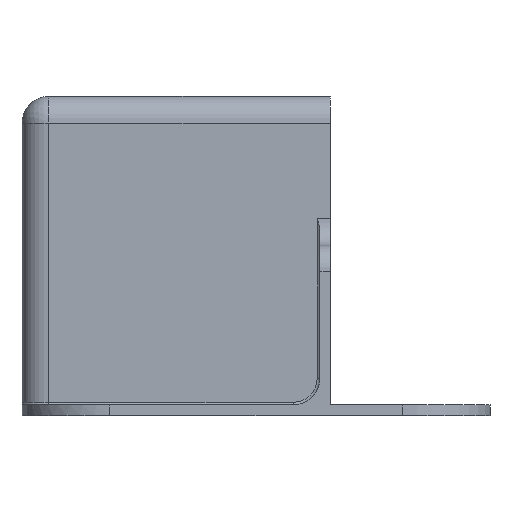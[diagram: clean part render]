
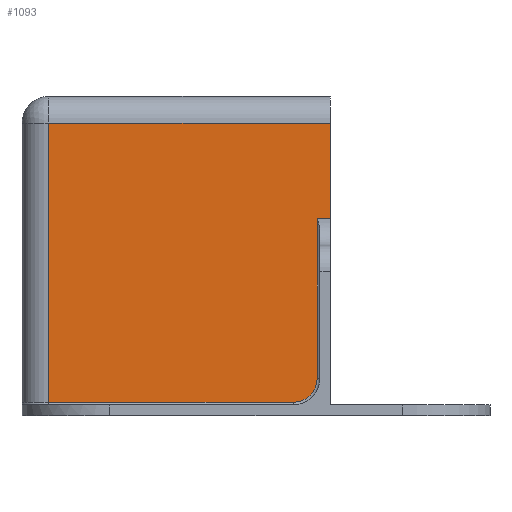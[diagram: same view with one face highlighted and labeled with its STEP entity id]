
A CAD part, left-side view. The second image highlights one B-rep face of the part: STEP entity #1093.
In plain terms, the highlighted planar face has unit normal (-1, 0, 0).
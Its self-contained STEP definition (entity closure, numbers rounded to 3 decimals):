
#45=PLANE('',#1231);
#104=FACE_OUTER_BOUND('',#173,.T.);
#173=EDGE_LOOP('',(#928,#929,#930,#931,#932,#933,#934));
#213=CIRCLE('',#1163,4.5);
#281=LINE('',#1707,#372);
#283=LINE('',#1722,#374);
#322=LINE('',#1885,#413);
#325=LINE('',#1903,#416);
#327=LINE('',#1909,#418);
#332=LINE('',#1921,#423);
#372=VECTOR('',#1355,10.);
#374=VECTOR('',#1367,10.);
#413=VECTOR('',#1502,10.);
#416=VECTOR('',#1527,10.);
#418=VECTOR('',#1533,10.);
#423=VECTOR('',#1548,10.);
#473=VERTEX_POINT('',#1700);
#475=VERTEX_POINT('',#1705);
#476=VERTEX_POINT('',#1710);
#477=VERTEX_POINT('',#1715);
#525=VERTEX_POINT('',#1883);
#529=VERTEX_POINT('',#1899);
#530=VERTEX_POINT('',#1905);
#587=EDGE_CURVE('',#475,#473,#281,.T.);
#590=EDGE_CURVE('',#476,#475,#213,.T.);
#593=EDGE_CURVE('',#477,#476,#283,.T.);
#664=EDGE_CURVE('',#525,#477,#322,.T.);
#673=EDGE_CURVE('',#473,#529,#325,.T.);
#676=EDGE_CURVE('',#529,#530,#327,.T.);
#682=EDGE_CURVE('',#530,#525,#332,.T.);
#928=ORIENTED_EDGE('',*,*,#664,.F.);
#929=ORIENTED_EDGE('',*,*,#682,.F.);
#930=ORIENTED_EDGE('',*,*,#676,.F.);
#931=ORIENTED_EDGE('',*,*,#673,.F.);
#932=ORIENTED_EDGE('',*,*,#587,.F.);
#933=ORIENTED_EDGE('',*,*,#590,.F.);
#934=ORIENTED_EDGE('',*,*,#593,.F.);
#1093=ADVANCED_FACE('',(#104),#45,.T.);
#1163=AXIS2_PLACEMENT_3D('',#1712,#1361,#1362);
#1231=AXIS2_PLACEMENT_3D('',#1920,#1546,#1547);
#1355=DIRECTION('',(0.,1.,0.));
#1361=DIRECTION('center_axis',(1.,0.,0.));
#1362=DIRECTION('ref_axis',(0.,-0.707,-0.707));
#1367=DIRECTION('',(0.,0.,-1.));
#1502=DIRECTION('',(0.,1.,0.));
#1527=DIRECTION('',(0.,0.,1.));
#1533=DIRECTION('',(0.,-1.,0.));
#1546=DIRECTION('center_axis',(-1.,0.,0.));
#1547=DIRECTION('ref_axis',(0.,0.,
-1.));
#1548=DIRECTION('',(0.,0.,-1.));
#1700=CARTESIAN_POINT('',(12.511,58.401,40.505));
#1705=CARTESIAN_POINT('',(12.511,12.401,40.505));
#1707=CARTESIAN_POINT('',(12.511,48.401,40.505));
#1710=CARTESIAN_POINT('',(12.511,7.901,45.005));
#1712=CARTESIAN_POINT('Origin',(12.511,12.401,45.005));
#1715=CARTESIAN_POINT('',(12.511,7.901,75.005));
#1722=CARTESIAN_POINT('',(12.511,7.901,84.005));
#1883=CARTESIAN_POINT('',(12.511,5.401,75.005));
#1885=CARTESIAN_POINT('',(12.511,34.401,75.005));
#1899=CARTESIAN_POINT('',(12.511,58.401,93.005));
#1903=CARTESIAN_POINT('',(12.511,58.401,68.005));
#1905=CARTESIAN_POINT('',(12.511,5.401,93.005));
#1909=CARTESIAN_POINT('',(12.511,63.401,93.005));
#1920=CARTESIAN_POINT('Origin',(12.511,63.401,98.005));
#1921=CARTESIAN_POINT('',(12.511,5.401,98.005));
